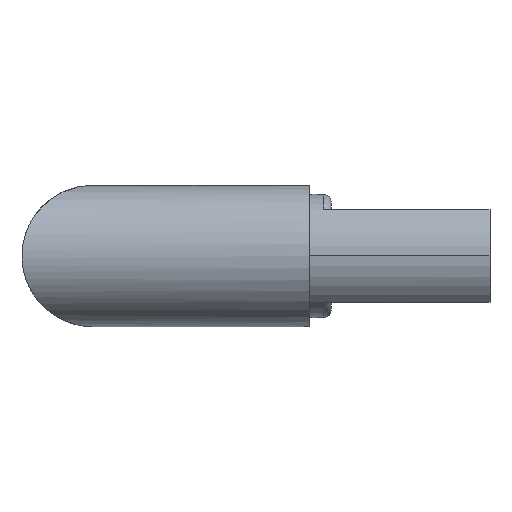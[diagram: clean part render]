
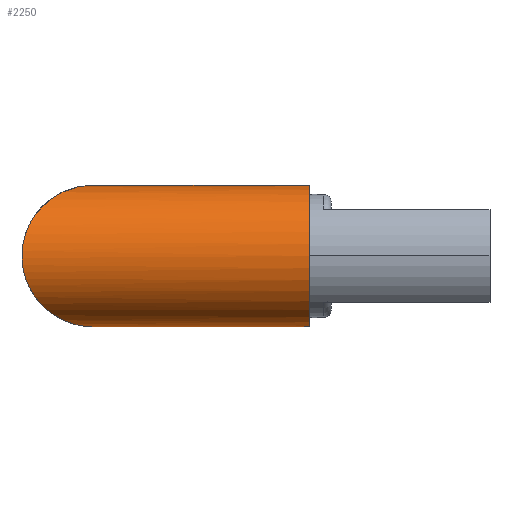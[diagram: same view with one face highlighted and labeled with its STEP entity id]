
A CAD part, left-side view. The second image highlights one B-rep face of the part: STEP entity #2250.
In plain terms, the highlighted cylindrical face has radius 9.78 mm (diameter 19.561 mm), a partial arc.
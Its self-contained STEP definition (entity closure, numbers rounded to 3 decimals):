
#25 = CARTESIAN_POINT ( 'NONE',  ( -19.561, 19.561, -9.781 ) ) ;
#78 = LINE ( 'NONE', #804, #326 ) ;
#102 = ORIENTED_EDGE ( 'NONE', *, *, #1015, .T. ) ;
#137 = CIRCLE ( 'NONE', #1923, 9.781 ) ;
#163 = ORIENTED_EDGE ( 'NONE', *, *, #908, .F. ) ;
#260 = DIRECTION ( 'NONE',  ( 0., 0., -1. ) ) ;
#310 = DIRECTION ( 'NONE',  ( 0., 1., 0. ) ) ;
#326 = VECTOR ( 'NONE', #2215, 1000. ) ;
#347 = CARTESIAN_POINT ( 'NONE',  ( 0., 0., -9.781 ) ) ;
#435 = DIRECTION ( 'NONE',  ( 0., 1., 0. ) ) ;
#486 = EDGE_LOOP ( 'NONE', ( #163, #102, #2168, #1943 ) ) ;
#668 = LINE ( 'NONE', #2257, #2275 ) ;
#773 = CARTESIAN_POINT ( 'NONE',  ( 0., -30., 0. ) ) ;
#778 = AXIS2_PLACEMENT_3D ( 'NONE', #773, #435, #1465 ) ;
#779 = CARTESIAN_POINT ( 'NONE',  ( 0., -30., -9.781 ) ) ;
#804 = CARTESIAN_POINT ( 'NONE',  ( 0., -30., 9.781 ) ) ;
#868 = VERTEX_POINT ( 'NONE', #347 ) ;
#908 = EDGE_CURVE ( 'NONE', #1376, #868, #668, .T. ) ;
#966 = FACE_OUTER_BOUND ( 'NONE', #486, .T. ) ;
#1015 = EDGE_CURVE ( 'NONE', #1376, #1716, #137, .T. ) ;
#1027 = VERTEX_POINT ( 'NONE', #2046 ) ;
#1059 = EDGE_CURVE ( 'NONE', #1027, #868, #1499, .T. ) ;
#1089 = CARTESIAN_POINT ( 'NONE',  ( -19.561, 19.561, 9.781 ) ) ;
#1376 = VERTEX_POINT ( 'NONE', #779 ) ;
#1433 = CARTESIAN_POINT ( 'NONE',  ( 0., 0., -9.781 ) ) ;
#1441 = EDGE_CURVE ( 'NONE', #1716, #1027, #78, .T. ) ;
#1465 = DIRECTION ( 'NONE',  ( 0., 0., 1. ) ) ;
#1499 =( BOUNDED_CURVE ( )  B_SPLINE_CURVE ( 3, ( #1815, #1089, #25, #1433 ),
 .UNSPECIFIED., .F., .T. ) 
 B_SPLINE_CURVE_WITH_KNOTS ( ( 4, 4 ),
 ( 4.712, 7.854 ),
 .UNSPECIFIED. ) 
 CURVE ( )  GEOMETRIC_REPRESENTATION_ITEM ( )  RATIONAL_B_SPLINE_CURVE ( ( 1., 0.333, 0.333, 1. ) ) 
 REPRESENTATION_ITEM ( '' )  );
#1716 = VERTEX_POINT ( 'NONE', #2172 ) ;
#1815 = CARTESIAN_POINT ( 'NONE',  ( 0., 0., 9.781 ) ) ;
#1923 = AXIS2_PLACEMENT_3D ( 'NONE', #2095, #2222, #260 ) ;
#1943 = ORIENTED_EDGE ( 'NONE', *, *, #1059, .T. ) ;
#2046 = CARTESIAN_POINT ( 'NONE',  ( 0., 0., 9.781 ) ) ;
#2095 = CARTESIAN_POINT ( 'NONE',  ( 0., -30., 0. ) ) ;
#2143 = CYLINDRICAL_SURFACE ( 'NONE', #778, 9.781 ) ;
#2168 = ORIENTED_EDGE ( 'NONE', *, *, #1441, .T. ) ;
#2172 = CARTESIAN_POINT ( 'NONE',  ( 0., -30., 9.781 ) ) ;
#2215 = DIRECTION ( 'NONE',  ( 0., 1., 0. ) ) ;
#2222 = DIRECTION ( 'NONE',  ( 0., 1., 0. ) ) ;
#2250 = ADVANCED_FACE ( 'NONE', ( #966 ), #2143, .T. ) ;
#2257 = CARTESIAN_POINT ( 'NONE',  ( 0., -30., -9.781 ) ) ;
#2275 = VECTOR ( 'NONE', #310, 1000. ) ;
